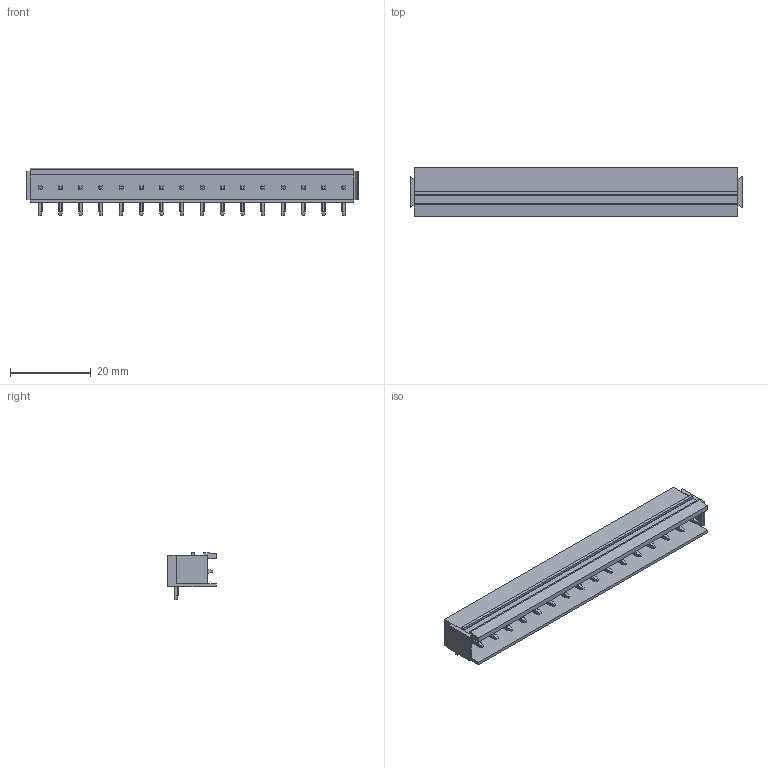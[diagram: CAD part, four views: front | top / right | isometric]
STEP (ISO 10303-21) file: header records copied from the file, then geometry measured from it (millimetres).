
FILE_DESCRIPTION(('CATIA V5 STEP Exchange','CAx-IF Rec.Pracs.--- Model Styling and Organization---1.2---2011-12-15'),'2;1');
FILE_NAME ('D1452927_0_1581000000_1581000000.stp','2018-10-13T04:33:52+00:00',('none'),('Weidmueller'),'CATIA Version 5-6 Release 2014','CATIA V5 STEP AP214','none');
FILE_SCHEMA(('AUTOMOTIVE_DESIGN { 1 0 10303 214 1 1 1 1 }'));
Length unit declared in the file: millimetre
Products named in the file (1): 1581000000
Bounding box: 82 x 12 x 11.7 mm (x, y, z)
Volume: 3684.1 mm3; surface area: 6200.7 mm2
Topology: 17 solids, 17 shells, 655 faces, 1723 edges, 1102 vertices
Faces by surface type: plane 397, cylinder 258
Entity records: 18109 total; most frequent: CARTESIAN_POINT 4340, ORIENTED_EDGE 3446, DIRECTION 1729, EDGE_CURVE 1717, VERTEX_POINT 1094, VECTOR 1073, LINE 1073, EDGE_LOOP 687
